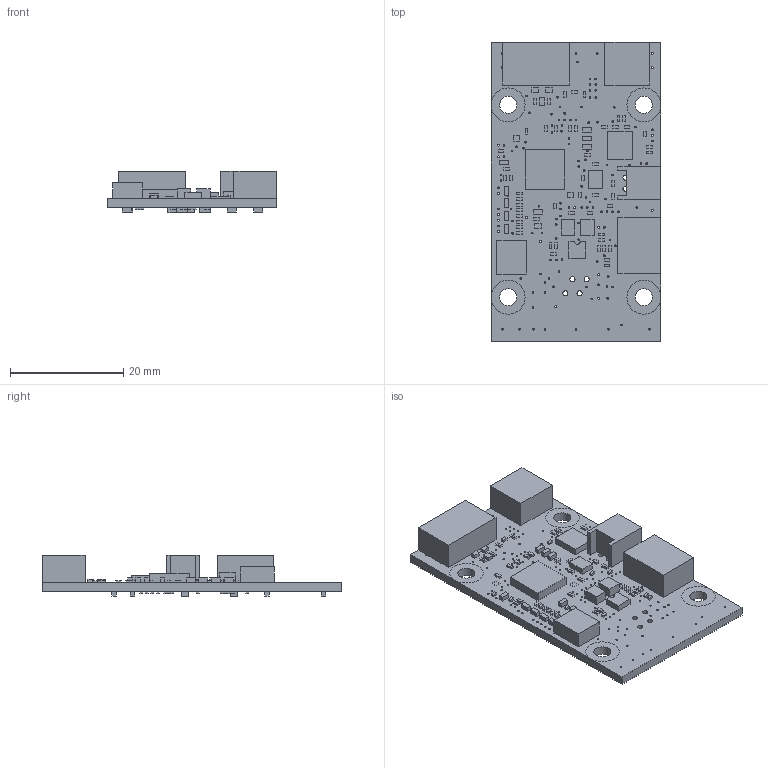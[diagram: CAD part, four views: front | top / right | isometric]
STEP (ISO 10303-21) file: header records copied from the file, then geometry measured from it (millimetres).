
FILE_DESCRIPTION(/* description */ (''),/* implementation_level */ '2;1');
FILE_NAME(/* name */ 'TSC-52_RU-F-S1.stp',/* time_stamp */ '2024-09-30T11:37:05+09:00',/* author */ ('KIKOU-CAD1'),/* organization */ (''),/* preprocessor_version */ 'ST-DEVELOPER v18.1',/* originating_system */ 'Autodesk Inventor 2020',/* authorisation */ '');
FILE_SCHEMA (('AUTOMOTIVE_DESIGN { 1 0 10303 214 3 1 1 }'));
Length unit declared in the file: millimetre
Products named in the file (1): TSC-52_RU-F-S1
Bounding box: 30 x 53 x 7.3 mm (x, y, z)
Volume: 3995.8 mm3; surface area: 4777.9 mm2
Topology: 1 solids, 1 shells, 810 faces, 1933 edges, 1284 vertices
Faces by surface type: plane 600, cylinder 210
Full cylindrical faces by diameter (mm): 0.3 x182, 0.9 x18, 1 x5, 3 x4
Entity records: 23960 total; most frequent: CARTESIAN_POINT 4028, DIRECTION 3989, ORIENTED_EDGE 3866, EDGE_CURVE 1933, LINE 1499, VECTOR 1499, VERTEX_POINT 1284, EDGE_LOOP 1259
